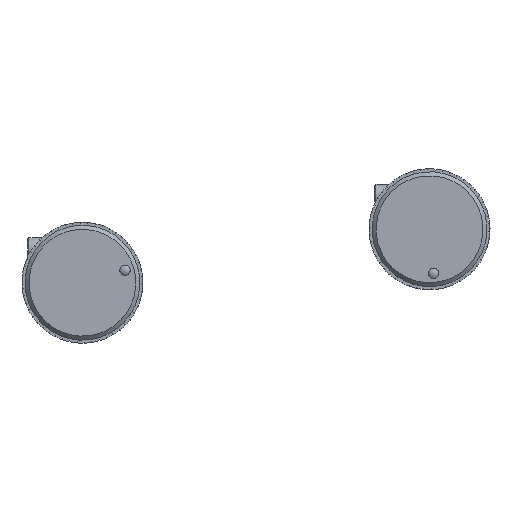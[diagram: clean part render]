
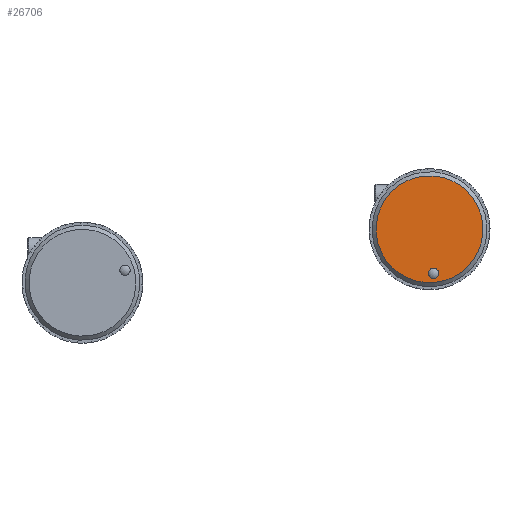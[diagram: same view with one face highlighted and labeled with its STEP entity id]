
A CAD part, left-side view. The second image highlights one B-rep face of the part: STEP entity #26706.
In plain terms, the highlighted planar face has unit normal (-1, 0, 0).
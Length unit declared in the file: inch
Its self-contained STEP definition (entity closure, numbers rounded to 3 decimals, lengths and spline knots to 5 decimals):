
#26 = VERTEX_POINT ( 'NONE', #3031 ) ;
#2603 = AXIS2_PLACEMENT_3D ( 'NONE', #19956, #22037, #9470 ) ;
#2615 = ORIENTED_EDGE ( 'NONE', *, *, #22579, .T. ) ;
#2942 = CARTESIAN_POINT ( 'NONE',  ( -4.17403, 0.18329, 0.01075 ) ) ;
#3031 = CARTESIAN_POINT ( 'NONE',  ( -4.17403, 0.26995, 0.61477 ) ) ;
#4386 = DIRECTION ( 'NONE',  ( -1., 0., 0. ) ) ;
#5196 = PLANE ( 'NONE',  #2603 ) ;
#7639 = FACE_OUTER_BOUND ( 'NONE', #17633, .T. ) ;
#9470 = DIRECTION ( 'NONE',  ( 0., 0.09, 0.996 ) ) ;
#10286 = CIRCLE ( 'NONE', #13514, 0.03187 ) ;
#10813 = AXIS2_PLACEMENT_3D ( 'NONE', #17046, #4386, #19152 ) ;
#12339 = CARTESIAN_POINT ( 'NONE',  ( -4.17403, 0.21515, 0.01075 ) ) ;
#12825 = CIRCLE ( 'NONE', #10813, 0.3315 ) ;
#13514 = AXIS2_PLACEMENT_3D ( 'NONE', #12339, #26895, #14441 ) ;
#14441 = DIRECTION ( 'NONE',  ( 0., -1., 0. ) ) ;
#16847 = EDGE_CURVE ( 'NONE', #18168, #18168, #10286, .T. ) ;
#17046 = CARTESIAN_POINT ( 'NONE',  ( -4.17403, 0.24, 0.28462 ) ) ;
#17633 = EDGE_LOOP ( 'NONE', ( #2615 ) ) ;
#18168 = VERTEX_POINT ( 'NONE', #2942 ) ;
#18866 = EDGE_LOOP ( 'NONE', ( #24355 ) ) ;
#19152 = DIRECTION ( 'NONE',  ( 0., 0.09, 0.996 ) ) ;
#19956 = CARTESIAN_POINT ( 'NONE',  ( -4.17403, 0.24, 0.28462 ) ) ;
#22037 = DIRECTION ( 'NONE',  ( -1., 0., 0. ) ) ;
#22579 = EDGE_CURVE ( 'NONE', #26, #26, #12825, .T. ) ;
#23728 = FACE_BOUND ( 'NONE', #18866, .T. ) ;
#24355 = ORIENTED_EDGE ( 'NONE', *, *, #16847, .T. ) ;
#26706 = ADVANCED_FACE ( 'NONE', ( #23728, #7639 ), #5196, .T. ) ;
#26895 = DIRECTION ( 'NONE',  ( 1., 0., 0. ) ) ;
